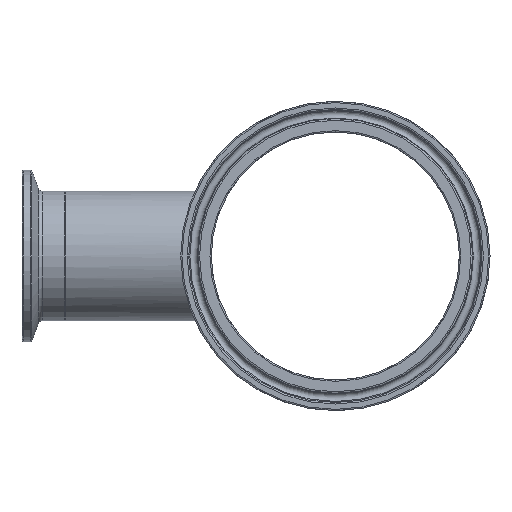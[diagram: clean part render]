
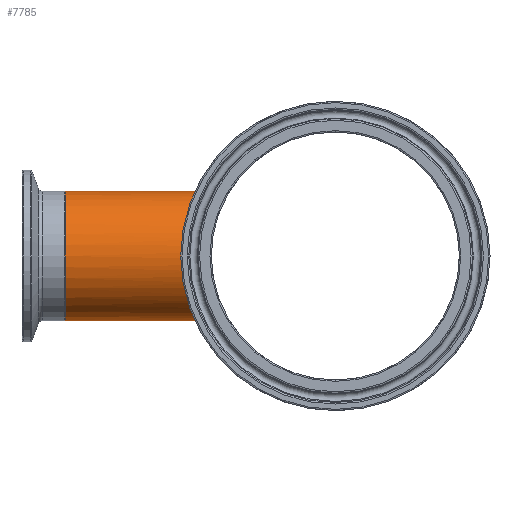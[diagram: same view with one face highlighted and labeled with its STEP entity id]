
A CAD part, left-side view. The second image highlights one B-rep face of the part: STEP entity #7785.
In plain terms, the highlighted cylindrical face has radius 19.05 mm (diameter 38.1 mm), a full revolution.
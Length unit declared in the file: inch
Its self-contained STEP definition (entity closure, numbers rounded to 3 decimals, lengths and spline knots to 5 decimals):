
#139=FACE_BOUND('',#1434,.T.);
#949=FACE_OUTER_BOUND('',#1433,.T.);
#1433=EDGE_LOOP('',(#7129));
#1434=EDGE_LOOP('',(#7130));
#2708=CIRCLE('',#8233,0.75);
#3131=B_SPLINE_CURVE_WITH_KNOTS('',3,(#16809,#16810,#16811,#16812,#16813,
#16814,#16815,#16816,#16817,#16818,#16819,#16820,#16821,#16822,#16823,#16824,
#16825,#16826,#16827,#16828,#16829,#16830,#16831,#16832,#16833),
 .UNSPECIFIED.,.T.,.F.,(4,1,1,1,1,1,1,1,1,1,1,1,1,1,1,1,1,1,1,3,4),(0.00001,
0.41844,0.83687,1.67375,2.23166,2.78958,
3.34749,4.46332,5.02124,5.57915,6.13707,
6.69499,6.97394,7.2529,8.36873,9.2056,
10.04248,10.87935,11.29779,11.71622,11.71623),
 .UNSPECIFIED.);
#3841=VERTEX_POINT('',#16695);
#3842=VERTEX_POINT('',#16807);
#4957=EDGE_CURVE('',#3841,#3841,#2708,.T.);
#4959=EDGE_CURVE('',#3842,#3842,#3131,.T.);
#7129=ORIENTED_EDGE('',*,*,#4957,.T.);
#7130=ORIENTED_EDGE('',*,*,#4959,.F.);
#7284=CYLINDRICAL_SURFACE('',#8235,0.75);
#7785=ADVANCED_FACE('',(#949,#139),#7284,.T.);
#8233=AXIS2_PLACEMENT_3D('',#16696,#9634,#9635);
#8235=AXIS2_PLACEMENT_3D('',#16834,#9638,#9639);
#9634=DIRECTION('center_axis',(0.,-1.,0.));
#9635=DIRECTION('ref_axis',(1.,0.,0.));
#9638=DIRECTION('center_axis',(0.,-1.,0.));
#9639=DIRECTION('ref_axis',(1.,0.,0.));
#16695=CARTESIAN_POINT('',(-0.75,3.125,0.));
#16696=CARTESIAN_POINT('Origin',(0.,3.125,0.));
#16807=CARTESIAN_POINT('',(0.,1.33463,0.75));
#16809=CARTESIAN_POINT('Ctrl Pts',(0.,1.33463,
0.75));
#16810=CARTESIAN_POINT('Ctrl Pts',(-0.05717,1.33463,0.75));
#16811=CARTESIAN_POINT('Ctrl Pts',(-0.17154,1.34347,0.73682));
#16812=CARTESIAN_POINT('Ctrl Pts',(-0.3846,1.391,
0.66066));
#16813=CARTESIAN_POINT('Ctrl Pts',(-0.57422,1.46945,
0.50886));
#16814=CARTESIAN_POINT('Ctrl Pts',(-0.70695,1.53818,
0.2825));
#16815=CARTESIAN_POINT('Ctrl Pts',(-0.75964,1.56789,
0.05854));
#16816=CARTESIAN_POINT('Ctrl Pts',(-0.73566,1.55463,
-0.25094));
#16817=CARTESIAN_POINT('Ctrl Pts',(-0.5783,1.4672,
-0.51639));
#16818=CARTESIAN_POINT('Ctrl Pts',(-0.33392,1.37731,-0.68369));
#16819=CARTESIAN_POINT('Ctrl Pts',(-0.11628,1.33293,
-0.75291));
#16820=CARTESIAN_POINT('Ctrl Pts',(0.11631,1.33275,-0.75276));
#16821=CARTESIAN_POINT('Ctrl Pts',(0.29758,1.37003,-0.69549));
#16822=CARTESIAN_POINT('Ctrl Pts',(0.42561,1.41096,-0.62076));
#16823=CARTESIAN_POINT('Ctrl Pts',(0.59772,1.4781,-0.48356));
#16824=CARTESIAN_POINT('Ctrl Pts',(0.75601,1.56598,-0.21742));
#16825=CARTESIAN_POINT('Ctrl Pts',(0.75624,1.56575,0.17777));
#16826=CARTESIAN_POINT('Ctrl Pts',(0.60306,1.4815,0.48566));
#16827=CARTESIAN_POINT('Ctrl Pts',(0.38473,1.39102,0.66061));
#16828=CARTESIAN_POINT('Ctrl Pts',(0.17149,1.34347,0.73683));
#16829=CARTESIAN_POINT('Ctrl Pts',(0.05717,1.33463,
0.75));
#16830=CARTESIAN_POINT('Ctrl Pts',(0.,1.33463,
0.75));
#16831=CARTESIAN_POINT('Ctrl Pts',(0.,1.33463,
0.75));
#16832=CARTESIAN_POINT('Ctrl Pts',(0.,1.33463,
0.75));
#16833=CARTESIAN_POINT('Ctrl Pts',(0.,1.33463,
0.75));
#16834=CARTESIAN_POINT('Origin',(0.,3.125,0.));
